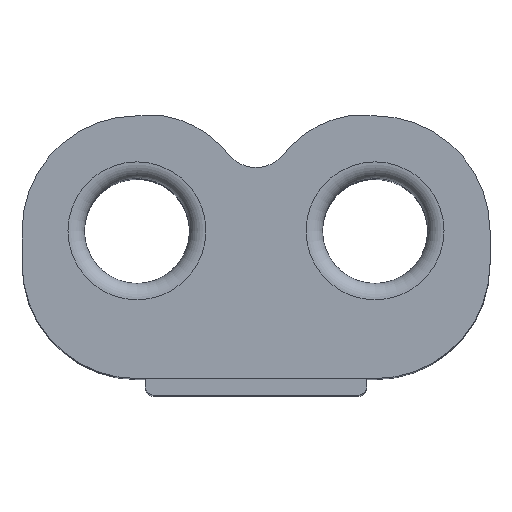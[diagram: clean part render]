
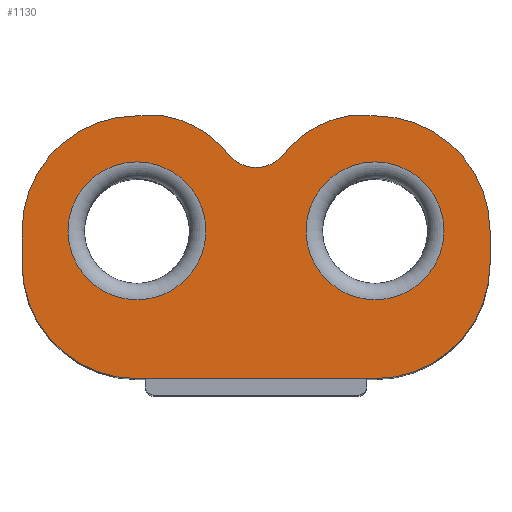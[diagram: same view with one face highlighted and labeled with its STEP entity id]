
A CAD part, top view. The second image highlights one B-rep face of the part: STEP entity #1130.
In plain terms, the highlighted planar face has unit normal (0, 0, 1).
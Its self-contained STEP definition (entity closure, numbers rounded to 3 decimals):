
#290=CARTESIAN_POINT('',(-7.25,7.,39.));
#291=VERTEX_POINT('',#290);
#307=CARTESIAN_POINT('',(-14.25,0.,39.));
#308=VERTEX_POINT('',#307);
#315=CARTESIAN_POINT('',(-7.25,0.,39.));
#316=DIRECTION('',(0.,0.,1.));
#317=DIRECTION('',(1.,0.,-0.));
#318=AXIS2_PLACEMENT_3D('',#315,#316,#317);
#319=CIRCLE('',#318,7.);
#320=EDGE_CURVE('',#291,#308,#319,.T.);
#497=CARTESIAN_POINT('',(14.25,-2.,39.));
#498=VERTEX_POINT('',#497);
#513=CARTESIAN_POINT('',(14.25,0.,39.));
#514=VERTEX_POINT('',#513);
#521=CARTESIAN_POINT('',(14.25,-2.,39.));
#522=DIRECTION('',(0.,1.,0.));
#523=VECTOR('',#522,2.);
#524=LINE('',#521,#523);
#525=EDGE_CURVE('',#498,#514,#524,.T.);
#617=CARTESIAN_POINT('',(-14.25,-2.,39.));
#618=VERTEX_POINT('',#617);
#625=CARTESIAN_POINT('',(-14.25,0.,39.));
#626=DIRECTION('',(-0.,-1.,-0.));
#627=VECTOR('',#626,2.);
#628=LINE('',#625,#627);
#629=EDGE_CURVE('',#308,#618,#628,.T.);
#740=CARTESIAN_POINT('',(7.25,7.,39.));
#741=VERTEX_POINT('',#740);
#748=CARTESIAN_POINT('',(7.25,0.,39.));
#749=DIRECTION('',(0.,0.,1.));
#750=DIRECTION('',(1.,0.,-0.));
#751=AXIS2_PLACEMENT_3D('',#748,#749,#750);
#752=CIRCLE('',#751,7.);
#753=EDGE_CURVE('',#514,#741,#752,.T.);
#764=CARTESIAN_POINT('',(5.649,7.,39.));
#765=VERTEX_POINT('',#764);
#766=CARTESIAN_POINT('',(7.25,7.,39.));
#767=DIRECTION('',(-1.,-0.,0.));
#768=VECTOR('',#767,1.601);
#769=LINE('',#766,#768);
#770=EDGE_CURVE('',#741,#765,#769,.T.);
#802=CARTESIAN_POINT('',(1.568,4.502,39.));
#803=VERTEX_POINT('',#802);
#804=CARTESIAN_POINT('',(6.623,0.824,39.));
#805=DIRECTION('',(0.,0.,1.));
#806=DIRECTION('',(1.,0.,-0.));
#807=AXIS2_PLACEMENT_3D('',#804,#805,#806);
#808=CIRCLE('',#807,6.252);
#809=EDGE_CURVE('',#765,#803,#808,.T.);
#835=CARTESIAN_POINT('',(-1.568,4.502,39.));
#836=VERTEX_POINT('',#835);
#837=CARTESIAN_POINT('',(0.,6.07,39.));
#838=DIRECTION('',(0.,0.,1.));
#839=DIRECTION('',(1.,0.,-0.));
#840=AXIS2_PLACEMENT_3D('',#837,#838,#839);
#841=CIRCLE('',#840,2.217);
#842=EDGE_CURVE('',#836,#803,#841,.T.);
#868=CARTESIAN_POINT('',(-5.649,7.,39.));
#869=VERTEX_POINT('',#868);
#870=CARTESIAN_POINT('',(-6.623,0.824,39.));
#871=DIRECTION('',(0.,0.,1.));
#872=DIRECTION('',(1.,0.,-0.));
#873=AXIS2_PLACEMENT_3D('',#870,#871,#872);
#874=CIRCLE('',#873,6.252);
#875=EDGE_CURVE('',#836,#869,#874,.T.);
#901=CARTESIAN_POINT('',(-5.649,7.,39.));
#902=DIRECTION('',(-1.,-0.,0.));
#903=VECTOR('',#902,1.601);
#904=LINE('',#901,#903);
#905=EDGE_CURVE('',#869,#291,#904,.T.);
#965=CARTESIAN_POINT('',(-7.25,-9.,39.));
#966=VERTEX_POINT('',#965);
#973=CARTESIAN_POINT('',(-7.25,-2.,39.));
#974=DIRECTION('',(0.,0.,1.));
#975=DIRECTION('',(1.,0.,-0.));
#976=AXIS2_PLACEMENT_3D('',#973,#974,#975);
#977=CIRCLE('',#976,7.);
#978=EDGE_CURVE('',#618,#966,#977,.T.);
#988=CARTESIAN_POINT('',(7.25,-9.,39.));
#989=VERTEX_POINT('',#988);
#990=CARTESIAN_POINT('',(-7.25,-9.,39.));
#991=DIRECTION('',(1.,0.,-0.));
#992=VECTOR('',#991,14.5);
#993=LINE('',#990,#992);
#994=EDGE_CURVE('',#966,#989,#993,.T.);
#1045=CARTESIAN_POINT('',(7.25,-2.,39.));
#1046=DIRECTION('',(0.,0.,1.));
#1047=DIRECTION('',(1.,0.,-0.));
#1048=AXIS2_PLACEMENT_3D('',#1045,#1046,#1047);
#1049=CIRCLE('',#1048,7.);
#1050=EDGE_CURVE('',#989,#498,#1049,.T.);
#1089=CARTESIAN_POINT('',(0.,0.,39.));
#1090=DIRECTION('',(0.,0.,1.));
#1091=DIRECTION('',(1.,0.,0.));
#1092=AXIS2_PLACEMENT_3D('',#1089,#1090,#1091);
#1093=PLANE('',#1092);
#1094=CARTESIAN_POINT('',(11.45,-0.,39.));
#1095=VERTEX_POINT('',#1094);
#1096=CARTESIAN_POINT('',(7.25,0.,39.));
#1097=DIRECTION('',(-0.,-0.,-1.));
#1098=DIRECTION('',(1.,0.,-0.));
#1099=AXIS2_PLACEMENT_3D('',#1096,#1097,#1098);
#1100=CIRCLE('',#1099,4.2);
#1101=EDGE_CURVE('',#1095,#1095,#1100,.T.);
#1102=ORIENTED_EDGE('',*,*,#1101,.T.);
#1103=EDGE_LOOP('',(#1102));
#1104=FACE_BOUND('',#1103,.T.);
#1105=CARTESIAN_POINT('',(-3.05,-0.,39.));
#1106=VERTEX_POINT('',#1105);
#1107=CARTESIAN_POINT('',(-7.25,0.,39.));
#1108=DIRECTION('',(-0.,-0.,-1.));
#1109=DIRECTION('',(1.,0.,-0.));
#1110=AXIS2_PLACEMENT_3D('',#1107,#1108,#1109);
#1111=CIRCLE('',#1110,4.2);
#1112=EDGE_CURVE('',#1106,#1106,#1111,.T.);
#1113=ORIENTED_EDGE('',*,*,#1112,.T.);
#1114=EDGE_LOOP('',(#1113));
#1115=FACE_BOUND('',#1114,.T.);
#1116=ORIENTED_EDGE('',*,*,#770,.T.);
#1117=ORIENTED_EDGE('',*,*,#809,.T.);
#1118=ORIENTED_EDGE('',*,*,#842,.F.);
#1119=ORIENTED_EDGE('',*,*,#875,.T.);
#1120=ORIENTED_EDGE('',*,*,#905,.T.);
#1121=ORIENTED_EDGE('',*,*,#320,.T.);
#1122=ORIENTED_EDGE('',*,*,#629,.T.);
#1123=ORIENTED_EDGE('',*,*,#978,.T.);
#1124=ORIENTED_EDGE('',*,*,#994,.T.);
#1125=ORIENTED_EDGE('',*,*,#1050,.T.);
#1126=ORIENTED_EDGE('',*,*,#525,.T.);
#1127=ORIENTED_EDGE('',*,*,#753,.T.);
#1128=EDGE_LOOP('',(#1116,#1117,#1118,#1119,#1120,#1121,#1122,#1123,#1124,#1125,#1126,#1127));
#1129=FACE_BOUND('',#1128,.T.);
#1130=ADVANCED_FACE('',(#1104,#1115,#1129),#1093,.T.);
